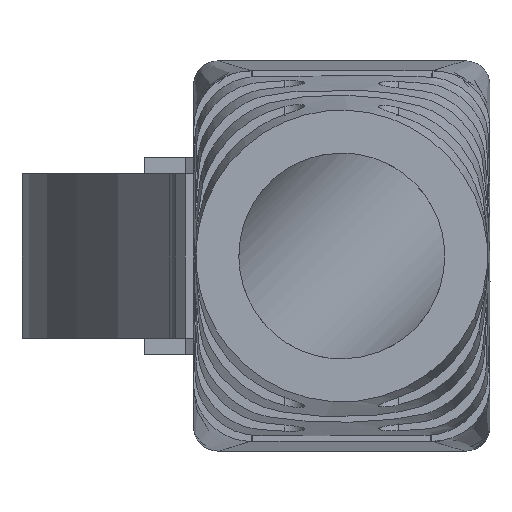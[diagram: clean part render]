
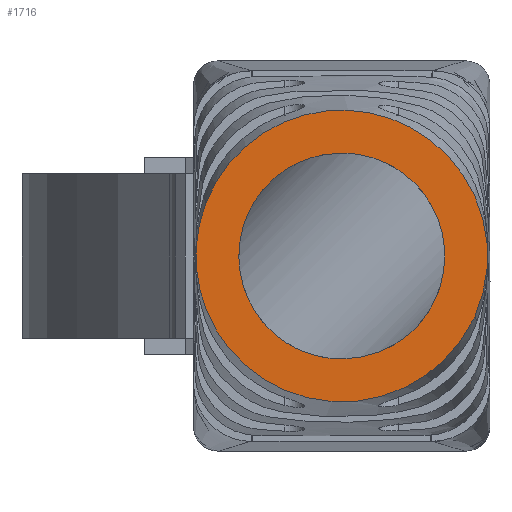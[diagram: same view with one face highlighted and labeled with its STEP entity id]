
A CAD part, left-side view. The second image highlights one B-rep face of the part: STEP entity #1716.
In plain terms, the highlighted face is planar.
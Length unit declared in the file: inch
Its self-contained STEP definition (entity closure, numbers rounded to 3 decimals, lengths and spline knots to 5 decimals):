
#67 = CARTESIAN_POINT ( 'NONE',  ( 0.125, 0.18, -1.17 ) ) ;
#320 = VERTEX_POINT ( 'NONE', #13664 ) ;
#592 = CIRCLE ( 'NONE', #20899, 0.17717 ) ;
#600 = EDGE_CURVE ( 'NONE', #15426, #16965, #18780, .T. ) ;
#727 = AXIS2_PLACEMENT_3D ( 'NONE', #9101, #22786, #11075 ) ;
#789 = EDGE_CURVE ( 'NONE', #16965, #7820, #9901, .T. ) ;
#1234 = EDGE_CURVE ( 'NONE', #21868, #2599, #9268, .T. ) ;
#1481 = DIRECTION ( 'NONE',  ( 1., 0., 0. ) ) ;
#1629 = ORIENTED_EDGE ( 'NONE', *, *, #3578, .F. ) ;
#1706 = DIRECTION ( 'NONE',  ( -1., 0., 0. ) ) ;
#1716 = ADVANCED_FACE ( 'NONE', ( #9844, #15699 ), #2944, .F. ) ;
#2035 = CARTESIAN_POINT ( 'NONE',  ( 0., 0.18, -1.17 ) ) ;
#2383 = CIRCLE ( 'NONE', #20825, 0.17717 ) ;
#2529 = VERTEX_POINT ( 'NONE', #11706 ) ;
#2599 = VERTEX_POINT ( 'NONE', #13855 ) ;
#2944 = PLANE ( 'NONE',  #10396 ) ;
#3091 = DIRECTION ( 'NONE',  ( 0., 0., 1. ) ) ;
#3381 = DIRECTION ( 'NONE',  ( 1., 0., 0. ) ) ;
#3578 = EDGE_CURVE ( 'NONE', #7820, #21868, #14011, .T. ) ;
#3969 = DIRECTION ( 'NONE',  ( 1., 0., 0. ) ) ;
#4346 = DIRECTION ( 'NONE',  ( 0., 0., -1. ) ) ;
#4759 = ORIENTED_EDGE ( 'NONE', *, *, #13053, .F. ) ;
#4884 = EDGE_LOOP ( 'NONE', ( #18761, #22285, #4759, #5903, #16758, #16567, #1629, #17550, #11936 ) ) ;
#5565 = CARTESIAN_POINT ( 'NONE',  ( 0., 0.18, -1.17 ) ) ;
#5903 = ORIENTED_EDGE ( 'NONE', *, *, #24359, .F. ) ;
#5997 = CARTESIAN_POINT ( 'NONE',  ( -0.0729, 0.01853, -1.17 ) ) ;
#6283 = CARTESIAN_POINT ( 'NONE',  ( -0.125, 0.18, -1.17 ) ) ;
#6841 = DIRECTION ( 'NONE',  ( 0., 0., 1. ) ) ;
#6954 = DIRECTION ( 'NONE',  ( 0., 0., 1. ) ) ;
#7313 = VERTEX_POINT ( 'NONE', #6283 ) ;
#7810 = EDGE_LOOP ( 'NONE', ( #23382, #10917 ) ) ;
#7820 = VERTEX_POINT ( 'NONE', #5997 ) ;
#9060 = CARTESIAN_POINT ( 'NONE',  ( 0., 0.18, -1.17 ) ) ;
#9101 = CARTESIAN_POINT ( 'NONE',  ( 0., 0.18, -1.17 ) ) ;
#9268 = CIRCLE ( 'NONE', #19063, 0.17717 ) ;
#9580 = DIRECTION ( 'NONE',  ( 0., 0., 1. ) ) ;
#9707 = CIRCLE ( 'NONE', #19359, 0.17717 ) ;
#9844 = FACE_BOUND ( 'NONE', #7810, .T. ) ;
#9901 = CIRCLE ( 'NONE', #14322, 0.17717 ) ;
#10249 = CIRCLE ( 'NONE', #727, 0.17717 ) ;
#10396 = AXIS2_PLACEMENT_3D ( 'NONE', #10705, #6841, #20538 ) ;
#10705 = CARTESIAN_POINT ( 'NONE',  ( 0., 0.18, -1.17 ) ) ;
#10917 = ORIENTED_EDGE ( 'NONE', *, *, #20384, .F. ) ;
#11029 = DIRECTION ( 'NONE',  ( 1., 0., 0. ) ) ;
#11075 = DIRECTION ( 'NONE',  ( 1., 0., 0. ) ) ;
#11132 = CARTESIAN_POINT ( 'NONE',  ( 0.06487, 0.34486, -1.17 ) ) ;
#11583 = CARTESIAN_POINT ( 'NONE',  ( 0., 0.18, -1.17 ) ) ;
#11706 = CARTESIAN_POINT ( 'NONE',  ( 0.15959, 0.10306, -1.17 ) ) ;
#11936 = ORIENTED_EDGE ( 'NONE', *, *, #600, .F. ) ;
#12226 = CIRCLE ( 'NONE', #22268, 0.125 ) ;
#13053 = EDGE_CURVE ( 'NONE', #23078, #19661, #24214, .T. ) ;
#13233 = CARTESIAN_POINT ( 'NONE',  ( 0., 0.18, -1.17 ) ) ;
#13382 = DIRECTION ( 'NONE',  ( 1., 0., 0. ) ) ;
#13416 = DIRECTION ( 'NONE',  ( 0., 0., -1. ) ) ;
#13480 = CIRCLE ( 'NONE', #15398, 0.125 ) ;
#13565 = DIRECTION ( 'NONE',  ( 1., 0., 0. ) ) ;
#13664 = CARTESIAN_POINT ( 'NONE',  ( -0.06357, 0.34537, -1.17 ) ) ;
#13855 = CARTESIAN_POINT ( 'NONE',  ( 0.07886, 0.02135, -1.17 ) ) ;
#14011 = CIRCLE ( 'NONE', #21072, 0.17717 ) ;
#14322 = AXIS2_PLACEMENT_3D ( 'NONE', #13233, #3091, #1481 ) ;
#14815 = CARTESIAN_POINT ( 'NONE',  ( -0.16279, 0.2499, -1.17 ) ) ;
#15398 = AXIS2_PLACEMENT_3D ( 'NONE', #25111, #13416, #1706 ) ;
#15426 = VERTEX_POINT ( 'NONE', #14815 ) ;
#15699 = FACE_OUTER_BOUND ( 'NONE', #4884, .T. ) ;
#15712 = DIRECTION ( 'NONE',  ( 0., 0., 1. ) ) ;
#15855 = EDGE_CURVE ( 'NONE', #19661, #320, #592, .T. ) ;
#15887 = CARTESIAN_POINT ( 'NONE',  ( 0.07193, 0.01809, -1.17 ) ) ;
#15985 = CARTESIAN_POINT ( 'NONE',  ( 0.16239, 0.25082, -1.17 ) ) ;
#16107 = CARTESIAN_POINT ( 'NONE',  ( 0., 0.18, -1.17 ) ) ;
#16567 = ORIENTED_EDGE ( 'NONE', *, *, #1234, .F. ) ;
#16758 = ORIENTED_EDGE ( 'NONE', *, *, #22853, .F. ) ;
#16965 = VERTEX_POINT ( 'NONE', #21367 ) ;
#17057 = CARTESIAN_POINT ( 'NONE',  ( 0., 0.18, -1.17 ) ) ;
#17550 = ORIENTED_EDGE ( 'NONE', *, *, #789, .F. ) ;
#18055 = DIRECTION ( 'NONE',  ( -1., 0., 0. ) ) ;
#18677 = CARTESIAN_POINT ( 'NONE',  ( 0., 0.18, -1.17 ) ) ;
#18712 = AXIS2_PLACEMENT_3D ( 'NONE', #17057, #18806, #13382 ) ;
#18761 = ORIENTED_EDGE ( 'NONE', *, *, #21838, .F. ) ;
#18780 = CIRCLE ( 'NONE', #18712, 0.17717 ) ;
#18806 = DIRECTION ( 'NONE',  ( 0., 0., 1. ) ) ;
#19063 = AXIS2_PLACEMENT_3D ( 'NONE', #5565, #23125, #3381 ) ;
#19359 = AXIS2_PLACEMENT_3D ( 'NONE', #9060, #22738, #11029 ) ;
#19661 = VERTEX_POINT ( 'NONE', #11132 ) ;
#20384 = EDGE_CURVE ( 'NONE', #25301, #7313, #13480, .T. ) ;
#20538 = DIRECTION ( 'NONE',  ( 1., 0., 0. ) ) ;
#20656 = DIRECTION ( 'NONE',  ( 1., 0., 0. ) ) ;
#20825 = AXIS2_PLACEMENT_3D ( 'NONE', #2035, #15712, #3969 ) ;
#20899 = AXIS2_PLACEMENT_3D ( 'NONE', #11583, #25282, #13565 ) ;
#21008 = EDGE_CURVE ( 'NONE', #7313, #25301, #12226, .T. ) ;
#21072 = AXIS2_PLACEMENT_3D ( 'NONE', #21305, #9580, #23274 ) ;
#21305 = CARTESIAN_POINT ( 'NONE',  ( 0., 0.18, -1.17 ) ) ;
#21351 = AXIS2_PLACEMENT_3D ( 'NONE', #18677, #6954, #20656 ) ;
#21367 = CARTESIAN_POINT ( 'NONE',  ( -0.15612, 0.09625, -1.17 ) ) ;
#21838 = EDGE_CURVE ( 'NONE', #320, #15426, #2383, .T. ) ;
#21868 = VERTEX_POINT ( 'NONE', #15887 ) ;
#22268 = AXIS2_PLACEMENT_3D ( 'NONE', #16107, #4346, #18055 ) ;
#22285 = ORIENTED_EDGE ( 'NONE', *, *, #15855, .F. ) ;
#22738 = DIRECTION ( 'NONE',  ( 0., 0., 1. ) ) ;
#22786 = DIRECTION ( 'NONE',  ( 0., 0., 1. ) ) ;
#22853 = EDGE_CURVE ( 'NONE', #2599, #2529, #9707, .T. ) ;
#23078 = VERTEX_POINT ( 'NONE', #15985 ) ;
#23125 = DIRECTION ( 'NONE',  ( 0., 0., 1. ) ) ;
#23274 = DIRECTION ( 'NONE',  ( 1., 0., 0. ) ) ;
#23382 = ORIENTED_EDGE ( 'NONE', *, *, #21008, .F. ) ;
#24214 = CIRCLE ( 'NONE', #21351, 0.17717 ) ;
#24359 = EDGE_CURVE ( 'NONE', #2529, #23078, #10249, .T. ) ;
#25111 = CARTESIAN_POINT ( 'NONE',  ( 0., 0.18, -1.17 ) ) ;
#25282 = DIRECTION ( 'NONE',  ( 0., 0., 1. ) ) ;
#25301 = VERTEX_POINT ( 'NONE', #67 ) ;
